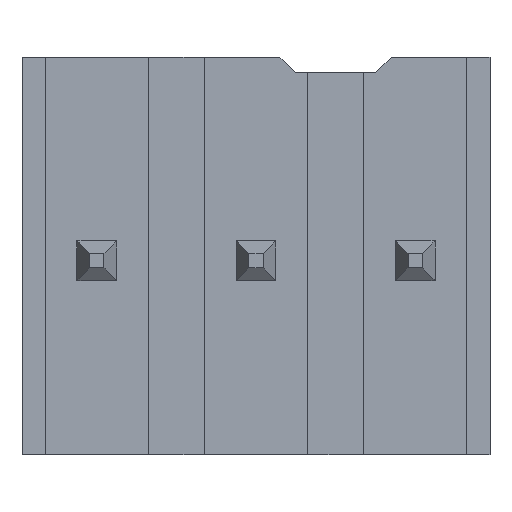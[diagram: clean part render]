
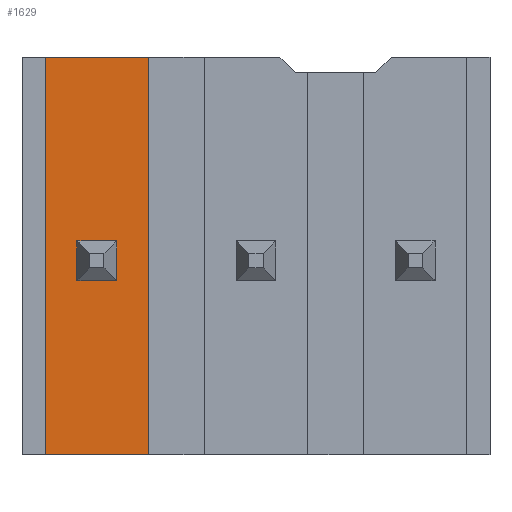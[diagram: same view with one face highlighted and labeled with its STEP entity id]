
A CAD part, front view. The second image highlights one B-rep face of the part: STEP entity #1629.
In plain terms, the highlighted planar face has unit normal (0, -1, 0).
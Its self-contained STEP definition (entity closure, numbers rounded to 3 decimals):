
#43=FACE_BOUND('',#174,.T.);
#75=FACE_OUTER_BOUND('',#173,.T.);
#173=EDGE_LOOP('',(#1211,#1212,#1213,#1214));
#174=EDGE_LOOP('',(#1215,#1216,#1217,#1218));
#258=LINE('',#2254,#483);
#317=LINE('',#2372,#542);
#334=LINE('',#2407,#559);
#344=LINE('',#2426,#569);
#345=LINE('',#2429,#570);
#346=LINE('',#2431,#571);
#347=LINE('',#2432,#572);
#348=LINE('',#2433,#573);
#483=VECTOR('',#1826,1.651);
#542=VECTOR('',#1911,0.635);
#559=VECTOR('',#1944,0.635);
#569=VECTOR('',#1964,0.635);
#570=VECTOR('',#1967,6.35);
#571=VECTOR('',#1968,1.651);
#572=VECTOR('',#1969,6.35);
#573=VECTOR('',#1970,0.635);
#707=VERTEX_POINT('',#2251);
#708=VERTEX_POINT('',#2253);
#753=VERTEX_POINT('',#2369);
#754=VERTEX_POINT('',#2371);
#763=VERTEX_POINT('',#2404);
#764=VERTEX_POINT('',#2406);
#769=VERTEX_POINT('',#2428);
#770=VERTEX_POINT('',#2430);
#850=EDGE_CURVE('',#708,#707,#258,.T.);
#909=EDGE_CURVE('',#753,#754,#317,.T.);
#926=EDGE_CURVE('',#764,#763,#334,.T.);
#936=EDGE_CURVE('',#754,#763,#344,.T.);
#937=EDGE_CURVE('',#707,#769,#345,.T.);
#938=EDGE_CURVE('',#770,#769,#346,.T.);
#939=EDGE_CURVE('',#708,#770,#347,.T.);
#940=EDGE_CURVE('',#753,#764,#348,.T.);
#1211=ORIENTED_EDGE('',*,*,#850,.T.);
#1212=ORIENTED_EDGE('',*,*,#937,.T.);
#1213=ORIENTED_EDGE('',*,*,#938,.F.);
#1214=ORIENTED_EDGE('',*,*,#939,.F.);
#1215=ORIENTED_EDGE('',*,*,#909,.F.);
#1216=ORIENTED_EDGE('',*,*,#940,.T.);
#1217=ORIENTED_EDGE('',*,*,#926,.T.);
#1218=ORIENTED_EDGE('',*,*,#936,.F.);
#1536=PLANE('',#1736);
#1629=ADVANCED_FACE('',(#75,#43),#1536,.F.);
#1736=AXIS2_PLACEMENT_3D('',#2427,#1965,#1966);
#1826=DIRECTION('',(-1.,0.,0.));
#1911=DIRECTION('',(0.,0.,1.));
#1944=DIRECTION('',(0.,0.,1.));
#1964=DIRECTION('',(-1.,0.,0.));
#1965=DIRECTION('center_axis',(0.,1.,0.));
#1966=DIRECTION('ref_axis',(-1.,0.,0.));
#1967=DIRECTION('',(0.,0.,-1.));
#1968=DIRECTION('',(-1.,0.,0.));
#1969=DIRECTION('',(0.,0.,-1.));
#1970=DIRECTION('',(-1.,0.,0.));
#2251=CARTESIAN_POINT('',(-3.366,-0.953,3.251));
#2253=CARTESIAN_POINT('',(-1.715,-0.953,3.251));
#2254=CARTESIAN_POINT('',(-1.715,-0.953,3.251));
#2369=CARTESIAN_POINT('',(-2.223,-0.953,-0.318));
#2371=CARTESIAN_POINT('',(-2.223,-0.953,0.318));
#2372=CARTESIAN_POINT('',(-2.223,-0.953,-0.318));
#2404=CARTESIAN_POINT('',(-2.858,-0.953,0.318));
#2406=CARTESIAN_POINT('',(-2.858,-0.953,-0.318));
#2407=CARTESIAN_POINT('',(-2.858,-0.953,-0.318));
#2426=CARTESIAN_POINT('',(-2.223,-0.953,0.318));
#2427=CARTESIAN_POINT('Origin',(-1.715,-0.953,3.251));
#2428=CARTESIAN_POINT('',(-3.366,-0.953,-3.099));
#2429=CARTESIAN_POINT('',(-3.366,-0.953,3.251));
#2430=CARTESIAN_POINT('',(-1.715,-0.953,-3.099));
#2431=CARTESIAN_POINT('',(-1.715,-0.953,-3.099));
#2432=CARTESIAN_POINT('',(-1.715,-0.953,3.251));
#2433=CARTESIAN_POINT('',(-2.223,-0.953,-0.318));
